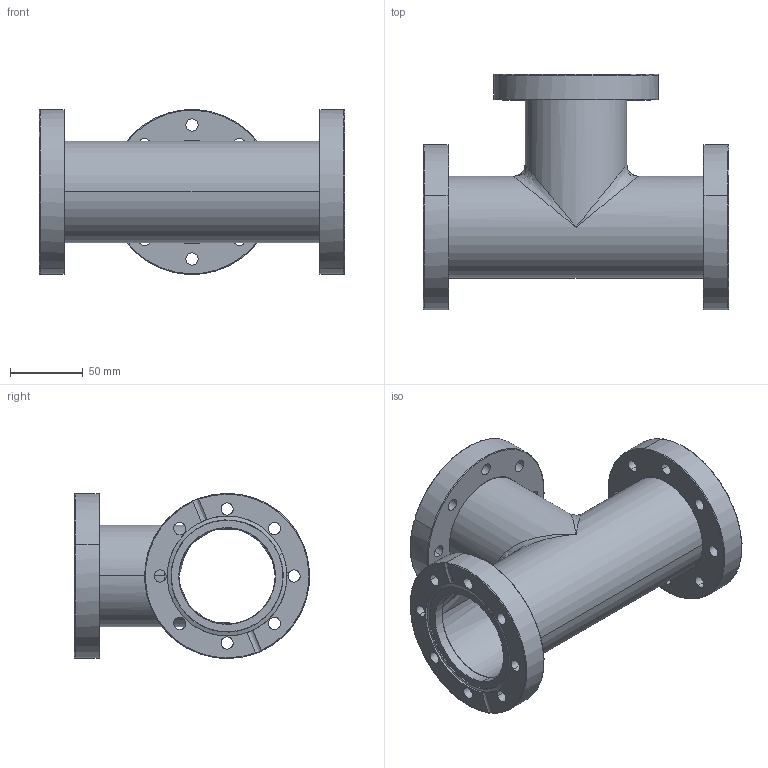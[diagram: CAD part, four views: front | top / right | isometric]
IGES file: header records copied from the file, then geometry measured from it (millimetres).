
Global section: file name: No Iges File Name specified; native system: AutoDesk Inventor R12.0; preprocessor: AutoDesk Inventor Iges Exporter R12.0; date: 20090423.160207; units: millimetre
Bounding box: 210 x 161.7 x 113.48 mm (x, y, z)
Volume: 412297.6 mm3; surface area: 185311.4 mm2
Topology: 4 solids, 4 shells, 138 faces, 364 edges, 228 vertices
Faces by surface type: bspline 55, revolution 31, plane 18, torus 18, cylinder 10, cone 6
